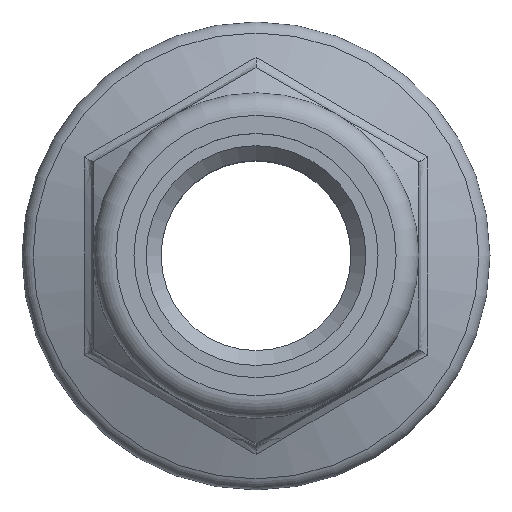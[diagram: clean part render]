
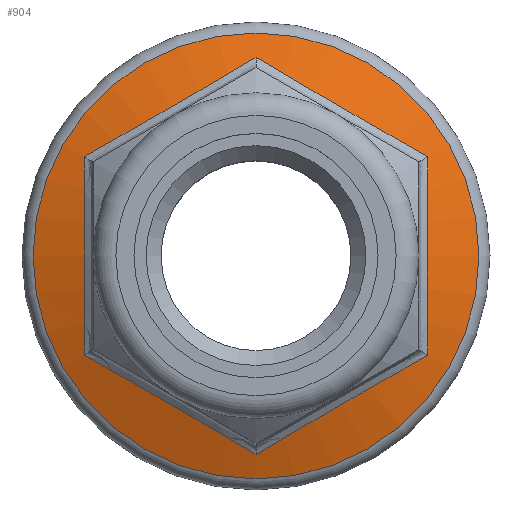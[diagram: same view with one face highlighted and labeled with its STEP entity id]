
A CAD part, top view. The second image highlights one B-rep face of the part: STEP entity #904.
In plain terms, the highlighted conical face has half-angle 70 degrees and reference radius 16.436 mm.
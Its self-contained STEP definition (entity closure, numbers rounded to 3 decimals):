
#14 = CARTESIAN_POINT ( 'NONE',  ( -5.261, 11.548, -11.515 ) ) ;
#63 = ORIENTED_EDGE ( 'NONE', *, *, #628, .T. ) ;
#74 = CARTESIAN_POINT ( 'NONE',  ( 12.664, -6.109, -12.021 ) ) ;
#93 = CARTESIAN_POINT ( 'NONE',  ( 12.676, 7.318, -12.245 ) ) ;
#95 = CARTESIAN_POINT ( 'NONE',  ( 0., 0., -12.9 ) ) ;
#99 = EDGE_CURVE ( 'NONE', #256, #895, #772, .T. ) ;
#101 = VERTEX_POINT ( 'NONE', #893 ) ;
#109 = CARTESIAN_POINT ( 'NONE',  ( -12.632, -1.232, -11.516 ) ) ;
#114 = CARTESIAN_POINT ( 'NONE',  ( -12.632, 1.218, -11.515 ) ) ;
#117 = CARTESIAN_POINT ( 'NONE',  ( -10.563, 8.512, -11.837 ) ) ;
#136 = ORIENTED_EDGE ( 'NONE', *, *, #581, .T. ) ;
#148 = VERTEX_POINT ( 'NONE', #878 ) ;
#152 = CARTESIAN_POINT ( 'NONE',  ( 16.436, 0., -12.9 ) ) ;
#161 = ORIENTED_EDGE ( 'NONE', *, *, #902, .T. ) ;
#163 = CARTESIAN_POINT ( 'NONE',  ( 12.632, 1.232, -11.516 ) ) ;
#170 = DIRECTION ( 'NONE',  ( 0., 0., 1. ) ) ;
#175 = CARTESIAN_POINT ( 'NONE',  ( -12.637, 2.449, -11.583 ) ) ;
#189 = CARTESIAN_POINT ( 'NONE',  ( -12.653, 4.894, -11.837 ) ) ;
#197 = CARTESIAN_POINT ( 'NONE',  ( -2.09, -13.403, -11.837 ) ) ;
#213 = CARTESIAN_POINT ( 'NONE',  ( 2.088, -13.404, -11.837 ) ) ;
#218 = CARTESIAN_POINT ( 'NONE',  ( 4.197, -12.168, -11.583 ) ) ;
#234 = CARTESIAN_POINT ( 'NONE',  ( 5.249, 11.555, -11.516 ) ) ;
#243 = CARTESIAN_POINT ( 'NONE',  ( 12.664, 6.109, -12.021 ) ) ;
#252 = CARTESIAN_POINT ( 'NONE',  ( 0., 0., -12.9 ) ) ;
#256 = VERTEX_POINT ( 'NONE', #487 ) ;
#259 = CARTESIAN_POINT ( 'NONE',  ( -12.653, -4.891, -11.837 ) ) ;
#262 = CARTESIAN_POINT ( 'NONE',  ( -1.042, 14.022, -12.021 ) ) ;
#263 = EDGE_LOOP ( 'NONE', ( #569 ) ) ;
#267 = CARTESIAN_POINT ( 'NONE',  ( 0., -14.637, -12.245 ) ) ;
#277 = CARTESIAN_POINT ( 'NONE',  ( -12.676, -7.318, -12.245 ) ) ;
#322 = AXIS2_PLACEMENT_3D ( 'NONE', #252, #170, #630 ) ;
#337 = CARTESIAN_POINT ( 'NONE',  ( -12.676, 7.318, -12.245 ) ) ;
#341 = CARTESIAN_POINT ( 'NONE',  ( -11.622, -7.913, -12.021 ) ) ;
#349 = FACE_BOUND ( 'NONE', #725, .T. ) ;
#353 = B_SPLINE_CURVE_WITH_KNOTS ( 'NONE', 3,
 ( #775, #682, #197, #771, #588, #360, #848, #762, #341, #277 ),
 .UNSPECIFIED., .F., .F.,
 ( 4, 2, 2, 2, 4 ),
 ( 0., 0.004, 0.007, 0.011, 0.015 ),
 .UNSPECIFIED. ) ;
#358 = CARTESIAN_POINT ( 'NONE',  ( 11.623, -7.913, -12.021 ) ) ;
#360 = CARTESIAN_POINT ( 'NONE',  ( -7.37, -10.33, -11.515 ) ) ;
#362 = CARTESIAN_POINT ( 'NONE',  ( 10.563, -8.512, -11.837 ) ) ;
#410 = AXIS2_PLACEMENT_3D ( 'NONE', #95, #586, #582 ) ;
#412 = CARTESIAN_POINT ( 'NONE',  ( 12.653, 4.891, -11.837 ) ) ;
#420 = CARTESIAN_POINT ( 'NONE',  ( -8.443, 9.717, -11.584 ) ) ;
#424 = ORIENTED_EDGE ( 'NONE', *, *, #428, .T. ) ;
#428 = EDGE_CURVE ( 'NONE', #752, #509, #864, .T. ) ;
#432 = B_SPLINE_CURVE_WITH_KNOTS ( 'NONE', 3,
 ( #337, #863, #117, #420, #759, #14, #677, #1016, #262, #724 ),
 .UNSPECIFIED., .F., .F.,
 ( 4, 2, 2, 2, 4 ),
 ( 0., 0.004, 0.007, 0.011, 0.015 ),
 .UNSPECIFIED. ) ;
#479 = CARTESIAN_POINT ( 'NONE',  ( 12.637, 2.453, -11.584 ) ) ;
#483 = ORIENTED_EDGE ( 'NONE', *, *, #99, .T. ) ;
#487 = CARTESIAN_POINT ( 'NONE',  ( 12.676, -7.318, -12.245 ) ) ;
#497 = CARTESIAN_POINT ( 'NONE',  ( 1.041, 14.022, -12.021 ) ) ;
#498 = CARTESIAN_POINT ( 'NONE',  ( 12.653, -4.894, -11.837 ) ) ;
#509 = VERTEX_POINT ( 'NONE', #93 ) ;
#539 = CARTESIAN_POINT ( 'NONE',  ( 1.042, -14.022, -12.021 ) ) ;
#569 = ORIENTED_EDGE ( 'NONE', *, *, #939, .T. ) ;
#581 = EDGE_CURVE ( 'NONE', #895, #101, #353, .T. ) ;
#582 = DIRECTION ( 'NONE',  ( -1., 0., 0. ) ) ;
#586 = DIRECTION ( 'NONE',  ( 0., 0., -1. ) ) ;
#588 = CARTESIAN_POINT ( 'NONE',  ( -5.249, -11.555, -11.516 ) ) ;
#590 = B_SPLINE_CURVE_WITH_KNOTS ( 'NONE', 3,
 ( #598, #841, #259, #937, #109, #114, #175, #189, #1019, #1029 ),
 .UNSPECIFIED., .F., .F.,
 ( 4, 2, 2, 2, 4 ),
 ( 0., 0.004, 0.007, 0.011, 0.015 ),
 .UNSPECIFIED. ) ;
#593 = FACE_OUTER_BOUND ( 'NONE', #263, .T. ) ;
#598 = CARTESIAN_POINT ( 'NONE',  ( -12.676, -7.318, -12.245 ) ) ;
#628 = EDGE_CURVE ( 'NONE', #148, #752, #432, .T. ) ;
#630 = DIRECTION ( 'NONE',  ( 1., 0., 0. ) ) ;
#634 = B_SPLINE_CURVE_WITH_KNOTS ( 'NONE', 3,
 ( #826, #243, #412, #479, #163, #815, #729, #498, #74, #669 ),
 .UNSPECIFIED., .F., .F.,
 ( 4, 2, 2, 2, 4 ),
 ( 0., 0.004, 0.007, 0.011, 0.015 ),
 .UNSPECIFIED. ) ;
#637 = CARTESIAN_POINT ( 'NONE',  ( 8.443, -9.717, -11.584 ) ) ;
#638 = CARTESIAN_POINT ( 'NONE',  ( 0., 14.637, -12.245 ) ) ;
#640 = CARTESIAN_POINT ( 'NONE',  ( 11.622, 7.913, -12.021 ) ) ;
#664 = CARTESIAN_POINT ( 'NONE',  ( 0., 14.637, -12.245 ) ) ;
#669 = CARTESIAN_POINT ( 'NONE',  ( 12.676, -7.318, -12.245 ) ) ;
#677 = CARTESIAN_POINT ( 'NONE',  ( -4.197, 12.168, -11.583 ) ) ;
#682 = CARTESIAN_POINT ( 'NONE',  ( -1.041, -14.022, -12.021 ) ) ;
#724 = CARTESIAN_POINT ( 'NONE',  ( 0., 14.637, -12.245 ) ) ;
#725 = EDGE_LOOP ( 'NONE', ( #63, #424, #1017, #483, #136, #161 ) ) ;
#729 = CARTESIAN_POINT ( 'NONE',  ( 12.637, -2.449, -11.583 ) ) ;
#734 = CARTESIAN_POINT ( 'NONE',  ( 4.194, 12.17, -11.584 ) ) ;
#752 = VERTEX_POINT ( 'NONE', #638 ) ;
#759 = CARTESIAN_POINT ( 'NONE',  ( -7.382, 10.324, -11.516 ) ) ;
#762 = CARTESIAN_POINT ( 'NONE',  ( -10.564, -8.511, -11.837 ) ) ;
#771 = CARTESIAN_POINT ( 'NONE',  ( -4.194, -12.17, -11.584 ) ) ;
#772 = B_SPLINE_CURVE_WITH_KNOTS ( 'NONE', 3,
 ( #862, #358, #362, #637, #1062, #973, #218, #213, #539, #802 ),
 .UNSPECIFIED., .F., .F.,
 ( 4, 2, 2, 2, 4 ),
 ( 0., 0.004, 0.007, 0.011, 0.015 ),
 .UNSPECIFIED. ) ;
#775 = CARTESIAN_POINT ( 'NONE',  ( 0., -14.637, -12.245 ) ) ;
#788 = CARTESIAN_POINT ( 'NONE',  ( 8.439, 9.719, -11.583 ) ) ;
#795 = CONICAL_SURFACE ( 'NONE', #410, 16.436, 1.222 ) ;
#802 = CARTESIAN_POINT ( 'NONE',  ( 0., -14.637, -12.245 ) ) ;
#815 = CARTESIAN_POINT ( 'NONE',  ( 12.632, -1.218, -11.515 ) ) ;
#826 = CARTESIAN_POINT ( 'NONE',  ( 12.676, 7.318, -12.245 ) ) ;
#839 = EDGE_CURVE ( 'NONE', #509, #256, #634, .T. ) ;
#841 = CARTESIAN_POINT ( 'NONE',  ( -12.664, -6.109, -12.021 ) ) ;
#848 = CARTESIAN_POINT ( 'NONE',  ( -8.439, -9.719, -11.583 ) ) ;
#854 = CIRCLE ( 'NONE', #322, 16.436 ) ;
#862 = CARTESIAN_POINT ( 'NONE',  ( 12.676, -7.318, -12.245 ) ) ;
#863 = CARTESIAN_POINT ( 'NONE',  ( -11.623, 7.913, -12.021 ) ) ;
#864 = B_SPLINE_CURVE_WITH_KNOTS ( 'NONE', 3,
 ( #664, #497, #998, #734, #234, #906, #788, #944, #640, #978 ),
 .UNSPECIFIED., .F., .F.,
 ( 4, 2, 2, 2, 4 ),
 ( 0., 0.004, 0.007, 0.011, 0.015 ),
 .UNSPECIFIED. ) ;
#878 = CARTESIAN_POINT ( 'NONE',  ( -12.676, 7.318, -12.245 ) ) ;
#893 = CARTESIAN_POINT ( 'NONE',  ( -12.676, -7.318, -12.245 ) ) ;
#895 = VERTEX_POINT ( 'NONE', #267 ) ;
#902 = EDGE_CURVE ( 'NONE', #101, #148, #590, .T. ) ;
#904 = ADVANCED_FACE ( 'NONE', ( #349, #593 ), #795, .T. ) ;
#906 = CARTESIAN_POINT ( 'NONE',  ( 7.37, 10.33, -11.515 ) ) ;
#937 = CARTESIAN_POINT ( 'NONE',  ( -12.637, -2.453, -11.584 ) ) ;
#939 = EDGE_CURVE ( 'NONE', #1061, #1061, #854, .T. ) ;
#944 = CARTESIAN_POINT ( 'NONE',  ( 10.564, 8.511, -11.837 ) ) ;
#973 = CARTESIAN_POINT ( 'NONE',  ( 5.261, -11.548, -11.515 ) ) ;
#978 = CARTESIAN_POINT ( 'NONE',  ( 12.676, 7.318, -12.245 ) ) ;
#998 = CARTESIAN_POINT ( 'NONE',  ( 2.09, 13.403, -11.837 ) ) ;
#1016 = CARTESIAN_POINT ( 'NONE',  ( -2.088, 13.404, -11.837 ) ) ;
#1017 = ORIENTED_EDGE ( 'NONE', *, *, #839, .T. ) ;
#1019 = CARTESIAN_POINT ( 'NONE',  ( -12.664, 6.109, -12.021 ) ) ;
#1029 = CARTESIAN_POINT ( 'NONE',  ( -12.676, 7.318, -12.245 ) ) ;
#1061 = VERTEX_POINT ( 'NONE', #152 ) ;
#1062 = CARTESIAN_POINT ( 'NONE',  ( 7.382, -10.324, -11.516 ) ) ;
